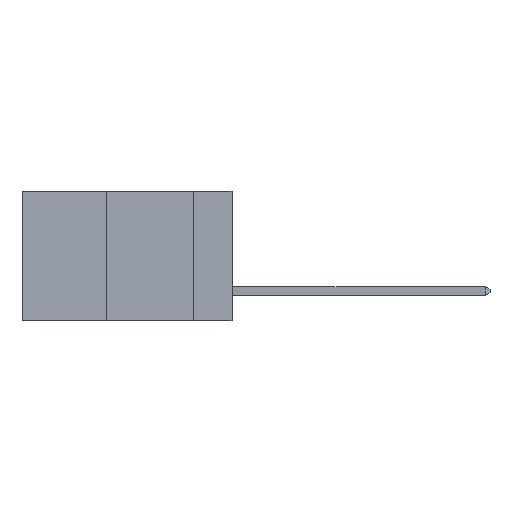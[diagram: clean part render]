
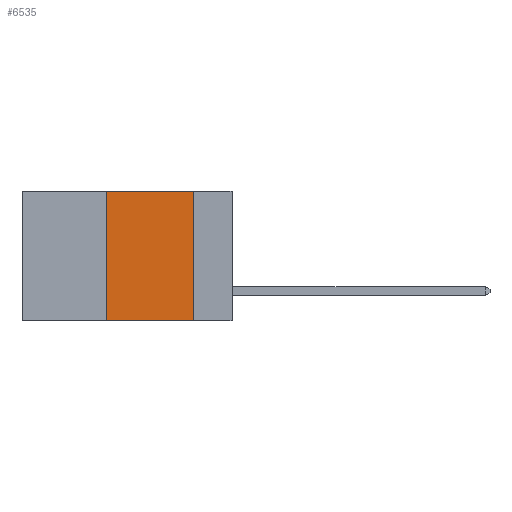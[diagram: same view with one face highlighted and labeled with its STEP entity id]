
A CAD part, left-side view. The second image highlights one B-rep face of the part: STEP entity #6535.
In plain terms, the highlighted planar face has unit normal (-1, 0, 0).
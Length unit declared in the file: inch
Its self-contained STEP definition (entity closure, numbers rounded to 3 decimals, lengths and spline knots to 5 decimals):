
#829 = VECTOR ( 'NONE', #15810, 39.37008 ) ;
#1010 = CARTESIAN_POINT ( 'NONE',  ( 0., 0.36, 0. ) ) ;
#1172 = LINE ( 'NONE', #4706, #12082 ) ;
#2194 = ORIENTED_EDGE ( 'NONE', *, *, #8207, .F. ) ;
#2334 = VECTOR ( 'NONE', #16448, 39.37008 ) ;
#2540 = CARTESIAN_POINT ( 'NONE',  ( 0., 0.6, 0. ) ) ;
#2818 = ORIENTED_EDGE ( 'NONE', *, *, #17587, .F. ) ;
#3570 = CARTESIAN_POINT ( 'NONE',  ( 0., 0.36, -0.37 ) ) ;
#4706 = CARTESIAN_POINT ( 'NONE',  ( 0., 0.6, -0.37 ) ) ;
#4887 = VERTEX_POINT ( 'NONE', #5056 ) ;
#5056 = CARTESIAN_POINT ( 'NONE',  ( 0., 0.11, 0. ) ) ;
#6055 = LINE ( 'NONE', #18858, #17225 ) ;
#6241 = DIRECTION ( 'NONE',  ( 0., -1., 0. ) ) ;
#6535 = ADVANCED_FACE ( 'NONE', ( #12584 ), #7522, .F. ) ;
#7200 = DIRECTION ( 'NONE',  ( 0., 0., -1. ) ) ;
#7522 = PLANE ( 'NONE',  #16822 ) ;
#8207 = EDGE_CURVE ( 'NONE', #8998, #4887, #12670, .T. ) ;
#8669 = VERTEX_POINT ( 'NONE', #3570 ) ;
#8975 = DIRECTION ( 'NONE',  ( 0., 0., -1. ) ) ;
#8998 = VERTEX_POINT ( 'NONE', #1010 ) ;
#11700 = ORIENTED_EDGE ( 'NONE', *, *, #12683, .F. ) ;
#11708 = EDGE_CURVE ( 'NONE', #8669, #13714, #1172, .T. ) ;
#12082 = VECTOR ( 'NONE', #6241, 39.37008 ) ;
#12584 = FACE_OUTER_BOUND ( 'NONE', #18273, .T. ) ;
#12670 = LINE ( 'NONE', #2540, #829 ) ;
#12683 = EDGE_CURVE ( 'NONE', #8669, #8998, #17539, .T. ) ;
#13714 = VERTEX_POINT ( 'NONE', #15903 ) ;
#14978 = CARTESIAN_POINT ( 'NONE',  ( 0., 0.36, 0. ) ) ;
#15810 = DIRECTION ( 'NONE',  ( 0., -1., 0. ) ) ;
#15903 = CARTESIAN_POINT ( 'NONE',  ( 0., 0.11, -0.37 ) ) ;
#16256 = CARTESIAN_POINT ( 'NONE',  ( 0., 0.6, 0. ) ) ;
#16448 = DIRECTION ( 'NONE',  ( 0., 0., 1. ) ) ;
#16822 = AXIS2_PLACEMENT_3D ( 'NONE', #16256, #17711, #8975 ) ;
#17225 = VECTOR ( 'NONE', #7200, 39.37008 ) ;
#17539 = LINE ( 'NONE', #14978, #2334 ) ;
#17587 = EDGE_CURVE ( 'NONE', #4887, #13714, #6055, .T. ) ;
#17665 = ORIENTED_EDGE ( 'NONE', *, *, #11708, .T. ) ;
#17711 = DIRECTION ( 'NONE',  ( 1., 0., 0. ) ) ;
#18273 = EDGE_LOOP ( 'NONE', ( #2818, #2194, #11700, #17665 ) ) ;
#18858 = CARTESIAN_POINT ( 'NONE',  ( 0., 0.11, 0. ) ) ;
